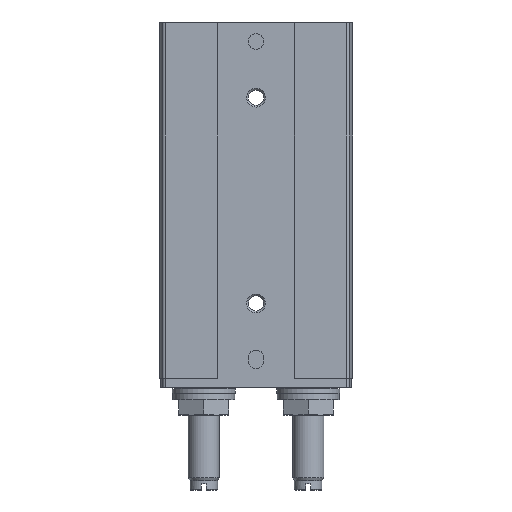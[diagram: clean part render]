
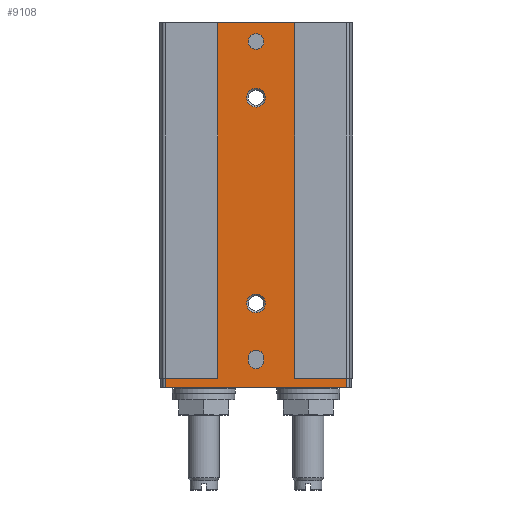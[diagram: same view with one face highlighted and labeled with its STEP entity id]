
A CAD part, front view. The second image highlights one B-rep face of the part: STEP entity #9108.
In plain terms, the highlighted planar face has unit normal (0, -1, 0).
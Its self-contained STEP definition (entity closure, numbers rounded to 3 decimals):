
#410=CIRCLE('',#9759,2.5);
#411=CIRCLE('',#9760,2.5);
#412=CIRCLE('',#9761,2.5);
#413=CIRCLE('',#9762,3.);
#414=CIRCLE('',#9763,3.);
#931=ORIENTED_EDGE('',*,*,#3525,.T.);
#932=ORIENTED_EDGE('',*,*,#3526,.T.);
#933=ORIENTED_EDGE('',*,*,#3527,.T.);
#934=ORIENTED_EDGE('',*,*,#3528,.T.);
#935=ORIENTED_EDGE('',*,*,#3529,.F.);
#936=ORIENTED_EDGE('',*,*,#3530,.T.);
#937=ORIENTED_EDGE('',*,*,#3531,.T.);
#938=ORIENTED_EDGE('',*,*,#3532,.F.);
#939=ORIENTED_EDGE('',*,*,#3524,.F.);
#940=ORIENTED_EDGE('',*,*,#3533,.F.);
#941=ORIENTED_EDGE('',*,*,#3534,.F.);
#942=ORIENTED_EDGE('',*,*,#3535,.T.);
#943=ORIENTED_EDGE('',*,*,#3536,.T.);
#944=ORIENTED_EDGE('',*,*,#3537,.F.);
#945=ORIENTED_EDGE('',*,*,#3538,.T.);
#3524=EDGE_CURVE('',#4815,#4814,#5713,.T.);
#3525=EDGE_CURVE('',#4816,#4817,#410,.F.);
#3526=EDGE_CURVE('',#4817,#4818,#5714,.T.);
#3527=EDGE_CURVE('',#4818,#4819,#411,.F.);
#3528=EDGE_CURVE('',#4819,#4816,#5715,.T.);
#3529=EDGE_CURVE('',#4820,#4820,#412,.T.);
#3530=EDGE_CURVE('',#4821,#4821,#413,.T.);
#3531=EDGE_CURVE('',#4822,#4822,#414,.T.);
#3532=EDGE_CURVE('',#4814,#4823,#5716,.T.);
#3533=EDGE_CURVE('',#4824,#4815,#5717,.T.);
#3534=EDGE_CURVE('',#4825,#4824,#5718,.T.);
#3535=EDGE_CURVE('',#4825,#4826,#5719,.T.);
#3536=EDGE_CURVE('',#4826,#4827,#5720,.T.);
#3537=EDGE_CURVE('',#4828,#4827,#5721,.T.);
#3538=EDGE_CURVE('',#4828,#4823,#5722,.T.);
#4814=VERTEX_POINT('',#13823);
#4815=VERTEX_POINT('',#13825);
#4816=VERTEX_POINT('',#13829);
#4817=VERTEX_POINT('',#13830);
#4818=VERTEX_POINT('',#13832);
#4819=VERTEX_POINT('',#13834);
#4820=VERTEX_POINT('',#13837);
#4821=VERTEX_POINT('',#13839);
#4822=VERTEX_POINT('',#13841);
#4823=VERTEX_POINT('',#13843);
#4824=VERTEX_POINT('',#13845);
#4825=VERTEX_POINT('',#13847);
#4826=VERTEX_POINT('',#13849);
#4827=VERTEX_POINT('',#13851);
#4828=VERTEX_POINT('',#13853);
#5713=LINE('',#13826,#6507);
#5714=LINE('',#13831,#6508);
#5715=LINE('',#13835,#6509);
#5716=LINE('',#13842,#6510);
#5717=LINE('',#13844,#6511);
#5718=LINE('',#13846,#6512);
#5719=LINE('',#13848,#6513);
#5720=LINE('',#13850,#6514);
#5721=LINE('',#13852,#6515);
#5722=LINE('',#13854,#6516);
#6507=VECTOR('',#10887,1000.);
#6508=VECTOR('',#10892,1000.);
#6509=VECTOR('',#10895,1000.);
#6510=VECTOR('',#10902,1000.);
#6511=VECTOR('',#10903,1000.);
#6512=VECTOR('',#10904,1000.);
#6513=VECTOR('',#10905,1000.);
#6514=VECTOR('',#10906,1000.);
#6515=VECTOR('',#10907,1000.);
#6516=VECTOR('',#10908,1000.);
#7296=EDGE_LOOP('',(#931,#932,#933,#934));
#7297=EDGE_LOOP('',(#935));
#7298=EDGE_LOOP('',(#936));
#7299=EDGE_LOOP('',(#937));
#7300=EDGE_LOOP('',(#938,#939,#940,#941,#942,#943,#944,#945));
#8048=FACE_BOUND('',#7296,.T.);
#8049=FACE_BOUND('',#7297,.T.);
#8050=FACE_BOUND('',#7298,.T.);
#8051=FACE_BOUND('',#7299,.T.);
#8052=FACE_BOUND('',#7300,.T.);
#8798=PLANE('',#9758);
#9108=ADVANCED_FACE('',(#8048,#8049,#8050,#8051,#8052),#8798,.T.);
#9758=AXIS2_PLACEMENT_3D('',#13827,#10888,#10889);
#9759=AXIS2_PLACEMENT_3D('',#13828,#10890,#10891);
#9760=AXIS2_PLACEMENT_3D('',#13833,#10893,#10894);
#9761=AXIS2_PLACEMENT_3D('',#13836,#10896,#10897);
#9762=AXIS2_PLACEMENT_3D('',#13838,#10898,#10899);
#9763=AXIS2_PLACEMENT_3D('',#13840,#10900,#10901);
#10887=DIRECTION('',(0.,0.,1.));
#10888=DIRECTION('',(0.,-1.,0.));
#10889=DIRECTION('',(0.,0.,-1.));
#10890=DIRECTION('',(0.,-1.,0.));
#10891=DIRECTION('',(0.,0.,-1.));
#10892=DIRECTION('',(0.,0.,1.));
#10893=DIRECTION('',(0.,-1.,0.));
#10894=DIRECTION('',(0.,0.,-1.));
#10895=DIRECTION('',(0.,0.,-1.));
#10896=DIRECTION('',(0.,-1.,0.));
#10897=DIRECTION('',(0.,0.,-1.));
#10898=DIRECTION('',(0.,1.,0.));
#10899=DIRECTION('',(0.,0.,1.));
#10900=DIRECTION('',(0.,1.,0.));
#10901=DIRECTION('',(0.,0.,1.));
#10902=DIRECTION('',(1.,0.,0.));
#10903=DIRECTION('',(1.,0.,0.));
#10904=DIRECTION('',(0.,0.,1.));
#10905=DIRECTION('',(1.,0.,0.));
#10906=DIRECTION('',(0.,0.,1.));
#10907=DIRECTION('',(1.,0.,0.));
#10908=DIRECTION('',(0.,0.,1.));
#13823=CARTESIAN_POINT('',(-12.2,0.3,0.));
#13825=CARTESIAN_POINT('',(-12.2,0.3,-114.));
#13826=CARTESIAN_POINT('',(-12.2,0.3,-114.));
#13827=CARTESIAN_POINT('',(-12.2,0.3,-114.));
#13828=CARTESIAN_POINT('',(0.,0.3,-108.5));
#13829=CARTESIAN_POINT('',(2.5,0.3,-108.5));
#13830=CARTESIAN_POINT('',(-2.5,0.3,-108.5));
#13831=CARTESIAN_POINT('',(-2.5,0.3,-114.));
#13832=CARTESIAN_POINT('',(-2.5,0.3,-107.5));
#13833=CARTESIAN_POINT('',(0.,0.3,-107.5));
#13834=CARTESIAN_POINT('',(2.5,0.3,-107.5));
#13835=CARTESIAN_POINT('',(2.5,0.3,-114.));
#13836=CARTESIAN_POINT('',(0.,0.3,-6.));
#13837=CARTESIAN_POINT('',(0.,0.3,-8.5));
#13838=CARTESIAN_POINT('',(0.,0.3,-90.));
#13839=CARTESIAN_POINT('',(0.,0.3,-87.));
#13840=CARTESIAN_POINT('',(0.,0.3,-24.));
#13841=CARTESIAN_POINT('',(0.,0.3,-21.));
#13842=CARTESIAN_POINT('',(-12.2,0.3,0.));
#13843=CARTESIAN_POINT('',(12.2,0.3,0.));
#13844=CARTESIAN_POINT('',(-28.904,0.3,-114.));
#13845=CARTESIAN_POINT('',(-28.904,0.3,-114.));
#13846=CARTESIAN_POINT('',(-28.904,0.3,-117.));
#13847=CARTESIAN_POINT('',(-28.904,0.3,-117.));
#13848=CARTESIAN_POINT('',(-28.904,0.3,-117.));
#13849=CARTESIAN_POINT('',(28.904,0.3,-117.));
#13850=CARTESIAN_POINT('',(28.904,0.3,-117.));
#13851=CARTESIAN_POINT('',(28.904,0.3,-114.));
#13852=CARTESIAN_POINT('',(-30.,0.3,-114.));
#13853=CARTESIAN_POINT('',(12.2,0.3,-114.));
#13854=CARTESIAN_POINT('',(12.2,0.3,-114.));
